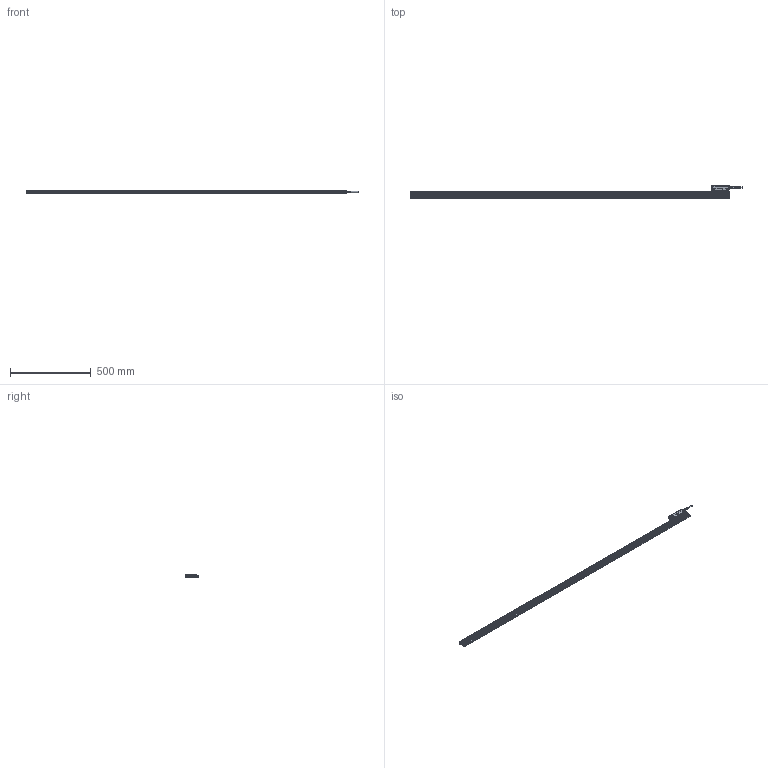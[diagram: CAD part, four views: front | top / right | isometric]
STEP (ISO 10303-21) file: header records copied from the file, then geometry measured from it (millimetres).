
FILE_DESCRIPTION(('CATIA V5 STEP','CAx-IF Rec.Pracs.--- Model Styling and Organization---1.4--- 2014-01-23'),'2;1');
FILE_NAME('SQ57-187-L.stp','2021-01-04T06:09:36+00:00',('none'),('none'),'CATIA Version 5-6 Release 2017 SP5','CATIA V5 STEP AP214','none');
FILE_SCHEMA(('AUTOMOTIVE_DESIGN { 1 0 10303 214 1 1 1 1 }'));
Products named in the file (4): SQ57-187-L; Head ASSY L; Scale cover 1870; Scale base 1870
Assembly tree (3 placements, depth 2):
  SQ57-187-L
    Head ASSY L
    Scale cover 1870
    Scale base 1870
Bounding box: 2060.5 x 77 x 20 mm (x, y, z)
Volume: 1012392 mm3; surface area: 718376.1 mm2
Topology: 3 solids, 36 shells, 4585 faces, 12077 edges, 7693 vertices
Faces by surface type: cone 1513, plane 1279, cylinder 1058, bspline 515, torus 175, sphere 34, extrusion 11
Entity records: 158907 total; most frequent: CARTESIAN_POINT 56991, ORIENTED_EDGE 24050, DIRECTION 15532, EDGE_CURVE 12025, VERTEX_POINT 7693, AXIS2_PLACEMENT_3D 7645, VECTOR 5102, LINE 5091
